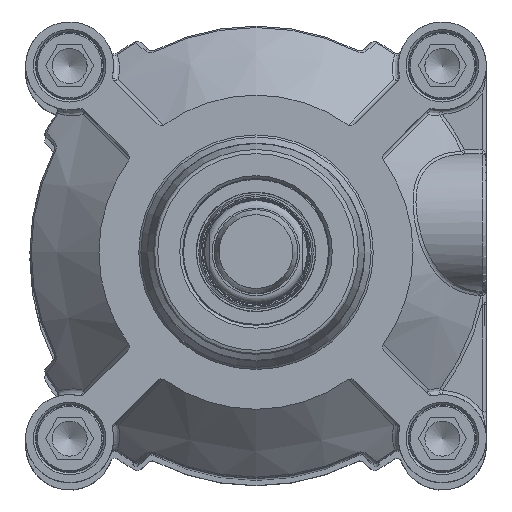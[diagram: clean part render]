
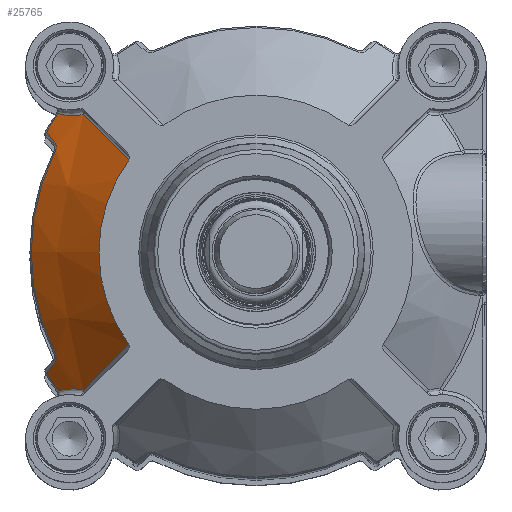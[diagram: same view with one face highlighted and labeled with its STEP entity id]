
A CAD part, top view. The second image highlights one B-rep face of the part: STEP entity #25765.
In plain terms, the highlighted conical face has half-angle 47.936 degrees and reference radius 47.75 mm.
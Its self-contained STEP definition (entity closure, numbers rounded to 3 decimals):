
#23533=CARTESIAN_POINT('',(-30.355,22.019,48.5));
#23534=VERTEX_POINT('',#23533);
#23550=CARTESIAN_POINT('',(-30.355,-22.019,48.5));
#23551=VERTEX_POINT('',#23550);
#23552=CARTESIAN_POINT('',(0.0,0.0,48.5));
#23553=DIRECTION('',(0.0,0.0,1.0));
#23554=DIRECTION('',(1.0,0.0,0.0));
#23555=AXIS2_PLACEMENT_3D('',#23552,#23553,#23554);
#23556=CIRCLE('',#23555,37.5);
#23557=EDGE_CURVE('',#23534,#23551,#23556,.T.);
#24953=CARTESIAN_POINT('',(-41.282,-32.903,34.702));
#24954=VERTEX_POINT('',#24953);
#25025=CARTESIAN_POINT('',(-30.355,-22.019,48.5));
#25026=CARTESIAN_POINT('',(-34.005,-25.649,43.91));
#25027=CARTESIAN_POINT('',(-37.645,-29.276,39.308));
#25028=CARTESIAN_POINT('',(-41.282,-32.903,34.702));
#25029=B_SPLINE_CURVE_WITH_KNOTS('',3,(#25025,#25026,#25027,#25028),.UNSPECIFIED.,.F.,.U.,(4,4),(-2.488,-0.418),.UNSPECIFIED.);
#25030=EDGE_CURVE('',#23551,#24954,#25029,.T.);
#25079=CARTESIAN_POINT('',(-47.23,-33.093,30.298));
#25080=VERTEX_POINT('',#25079);
#25139=CARTESIAN_POINT('',(-41.282,-32.903,34.702));
#25140=CARTESIAN_POINT('',(-42.183,-32.691,34.185));
#25141=CARTESIAN_POINT('',(-44.275,-32.474,32.8));
#25142=CARTESIAN_POINT('',(-46.193,-32.781,31.226));
#25143=CARTESIAN_POINT('',(-47.23,-33.093,30.298));
#25144=B_SPLINE_CURVE_WITH_KNOTS('',3,(#25139,#25140,#25141,#25142,#25143),.UNSPECIFIED.,.F.,.U.,(4,1,4),(-8.955,-8.635,-8.209),.UNSPECIFIED.);
#25145=EDGE_CURVE('',#24954,#25080,#25144,.T.);
#25175=CARTESIAN_POINT('',(-50.032,-28.682,30.298));
#25176=VERTEX_POINT('',#25175);
#25200=CARTESIAN_POINT('',(0.0,0.,30.298));
#25201=DIRECTION('',(0.0,0.0,-1.0));
#25202=DIRECTION('',(-0.842,-0.54,0.0));
#25203=AXIS2_PLACEMENT_3D('',#25200,#25201,#25202);
#25204=CIRCLE('',#25203,57.67);
#25205=EDGE_CURVE('',#25080,#25176,#25204,.T.);
#25249=CARTESIAN_POINT('',(-48.141,-26.49,32.754));
#25250=VERTEX_POINT('',#25249);
#25251=CARTESIAN_POINT('',(-47.877,-24.254,33.908));
#25252=VERTEX_POINT('',#25251);
#25253=CARTESIAN_POINT('',(-48.141,-26.49,32.754));
#25254=CARTESIAN_POINT('',(-47.95,-26.269,33.002));
#25255=CARTESIAN_POINT('',(-47.699,-25.813,33.398));
#25256=CARTESIAN_POINT('',(-47.619,-24.994,33.81));
#25257=CARTESIAN_POINT('',(-47.76,-24.485,33.908));
#25258=CARTESIAN_POINT('',(-47.877,-24.254,33.908));
#25259=B_SPLINE_CURVE_WITH_KNOTS('',3,(#25253,#25254,#25255,#25256,#25257,#25258),.UNSPECIFIED.,.F.,.U.,(4,1,1,4),(-0.268,-0.153,-0.077,0.),.UNSPECIFIED.);
#25260=EDGE_CURVE('',#25250,#25252,#25259,.T.);
#25334=CARTESIAN_POINT('',(-47.877,24.254,33.908));
#25335=VERTEX_POINT('',#25334);
#25343=CARTESIAN_POINT('',(-48.141,26.49,32.754));
#25344=VERTEX_POINT('',#25343);
#25345=CARTESIAN_POINT('',(-47.877,24.254,33.908));
#25346=CARTESIAN_POINT('',(-47.702,24.6,33.908));
#25347=CARTESIAN_POINT('',(-47.555,25.508,33.645));
#25348=CARTESIAN_POINT('',(-47.886,26.195,33.084));
#25349=CARTESIAN_POINT('',(-48.141,26.49,32.754));
#25350=B_SPLINE_CURVE_WITH_KNOTS('',3,(#25345,#25346,#25347,#25348,#25349),.UNSPECIFIED.,.F.,.U.,(4,1,4),(-0.268,-0.153,0.),.UNSPECIFIED.);
#25351=EDGE_CURVE('',#25335,#25344,#25350,.T.);
#25369=CARTESIAN_POINT('',(0.0,0.,33.908));
#25370=DIRECTION('',(0.0,0.0,-1.0));
#25371=DIRECTION('',(-1.0,0.0,0.0));
#25372=AXIS2_PLACEMENT_3D('',#25369,#25370,#25371);
#25373=CIRCLE('',#25372,53.67);
#25374=EDGE_CURVE('',#25252,#25335,#25373,.T.);
#25403=CARTESIAN_POINT('',(-50.032,28.682,30.298));
#25404=VERTEX_POINT('',#25403);
#25444=CARTESIAN_POINT('',(-48.141,26.49,32.754));
#25445=CARTESIAN_POINT('',(-48.772,27.222,31.937));
#25446=CARTESIAN_POINT('',(-49.402,27.953,31.118));
#25447=CARTESIAN_POINT('',(-50.032,28.682,30.298));
#25448=B_SPLINE_CURVE_WITH_KNOTS('',3,(#25444,#25445,#25446,#25447),.UNSPECIFIED.,.F.,.U.,(4,4),(-1.565,-1.186),.UNSPECIFIED.);
#25449=EDGE_CURVE('',#25344,#25404,#25448,.T.);
#25498=CARTESIAN_POINT('',(-47.23,33.093,30.298));
#25499=VERTEX_POINT('',#25498);
#25532=CARTESIAN_POINT('',(0.,0.,30.298));
#25533=DIRECTION('',(0.0,0.0,-1.0));
#25534=DIRECTION('',(-0.842,0.54,0.0));
#25535=AXIS2_PLACEMENT_3D('',#25532,#25533,#25534);
#25536=CIRCLE('',#25535,57.67);
#25537=EDGE_CURVE('',#25404,#25499,#25536,.T.);
#25566=CARTESIAN_POINT('',(-41.282,32.903,34.702));
#25567=VERTEX_POINT('',#25566);
#25611=CARTESIAN_POINT('',(-47.23,33.093,30.298));
#25612=CARTESIAN_POINT('',(-46.566,32.893,30.892));
#25613=CARTESIAN_POINT('',(-45.877,32.75,31.475));
#25614=CARTESIAN_POINT('',(-44.383,32.585,32.657));
#25615=CARTESIAN_POINT('',(-43.565,32.575,33.256));
#25616=CARTESIAN_POINT('',(-42.255,32.709,34.121));
#25617=CARTESIAN_POINT('',(-41.769,32.788,34.422));
#25618=CARTESIAN_POINT('',(-41.282,32.903,34.702));
#25619=B_SPLINE_CURVE_WITH_KNOTS('',3,(#25611,#25612,#25613,#25614,#25615,#25616,#25617,#25618),.UNSPECIFIED.,.F.,.U.,(4,2,2,4),(-8.752,-8.48,-8.178,-8.005),.UNSPECIFIED.);
#25620=EDGE_CURVE('',#25499,#25567,#25619,.T.);
#25663=CARTESIAN_POINT('',(-41.282,32.903,34.702));
#25664=CARTESIAN_POINT('',(-37.645,29.276,39.308));
#25665=CARTESIAN_POINT('',(-34.005,25.649,43.91));
#25666=CARTESIAN_POINT('',(-30.355,22.019,48.5));
#25667=B_SPLINE_CURVE_WITH_KNOTS('',3,(#25663,#25664,#25665,#25666),.UNSPECIFIED.,.F.,.U.,(4,4),(-2.108,-0.039),.UNSPECIFIED.);
#25668=EDGE_CURVE('',#25567,#23534,#25667,.T.);
#25717=CARTESIAN_POINT('',(-50.032,-28.682,30.298));
#25718=CARTESIAN_POINT('',(-49.402,-27.953,31.118));
#25719=CARTESIAN_POINT('',(-48.772,-27.222,31.937));
#25720=CARTESIAN_POINT('',(-48.141,-26.49,32.754));
#25721=B_SPLINE_CURVE_WITH_KNOTS('',3,(#25717,#25718,#25719,#25720),.UNSPECIFIED.,.F.,.U.,(4,4),(-3.15,-2.771),.UNSPECIFIED.);
#25722=EDGE_CURVE('',#25176,#25250,#25721,.T.);
#25746=CARTESIAN_POINT('',(0.0,0.0,39.25));
#25747=DIRECTION('',(0.0,0.0,-1.0));
#25748=DIRECTION('',(0.707,-0.707,0.0));
#25749=AXIS2_PLACEMENT_3D('',#25746,#25747,#25748);
#25750=CONICAL_SURFACE('',#25749,47.75,47.936);
#25751=ORIENTED_EDGE('',*,*,#25668,.F.);
#25752=ORIENTED_EDGE('',*,*,#25620,.F.);
#25753=ORIENTED_EDGE('',*,*,#25537,.F.);
#25754=ORIENTED_EDGE('',*,*,#25449,.F.);
#25755=ORIENTED_EDGE('',*,*,#25351,.F.);
#25756=ORIENTED_EDGE('',*,*,#25374,.F.);
#25757=ORIENTED_EDGE('',*,*,#25260,.F.);
#25758=ORIENTED_EDGE('',*,*,#25722,.F.);
#25759=ORIENTED_EDGE('',*,*,#25205,.F.);
#25760=ORIENTED_EDGE('',*,*,#25145,.F.);
#25761=ORIENTED_EDGE('',*,*,#25030,.F.);
#25762=ORIENTED_EDGE('',*,*,#23557,.F.);
#25763=EDGE_LOOP('',(#25751,#25752,#25753,#25754,#25755,#25756,#25757,#25758,#25759,#25760,#25761,#25762));
#25764=FACE_OUTER_BOUND('',#25763,.T.);
#25765=ADVANCED_FACE('',(#25764),#25750,.T.);
